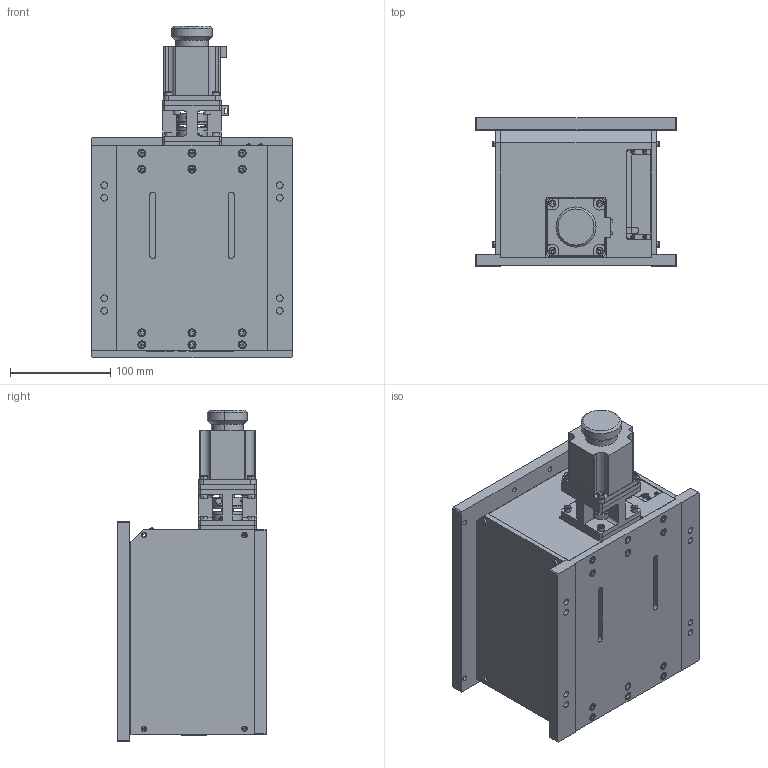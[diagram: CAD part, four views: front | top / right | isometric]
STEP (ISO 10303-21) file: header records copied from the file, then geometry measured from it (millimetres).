
FILE_DESCRIPTION (( 'STEP AP203' ), '1' );
FILE_NAME ('TBZF30-200£¨AP203).STEP', '2019-12-11T00:36:00', ( '' ), ( '' ), 'SwSTEP 2.0', 'SolidWorks 2017', '' );
FILE_SCHEMA (( 'CONFIG_CONTROL_DESIGN' ));
Products named in the file (1): TBZF30-200（AP203)
Bounding box: 200 x 147.5 x 330.5 mm (x, y, z)
Surface area: 336110.5 mm2 (no closed solid volume)
Topology: 0 solids, 106 shells, 1108 faces, 4060 edges, 2924 vertices
Faces by surface type: plane 523, cylinder 393, torus 98, cone 80, sphere 8, bspline 6
Entity records: 45892 total; most frequent: CARTESIAN_POINT 12121, DIRECTION 7047, ORIENTED_EDGE 6106, EDGE_CURVE 3986, VERTEX_POINT 2924, AXIS2_PLACEMENT_3D 2435, LINE 2177, VECTOR 2177
